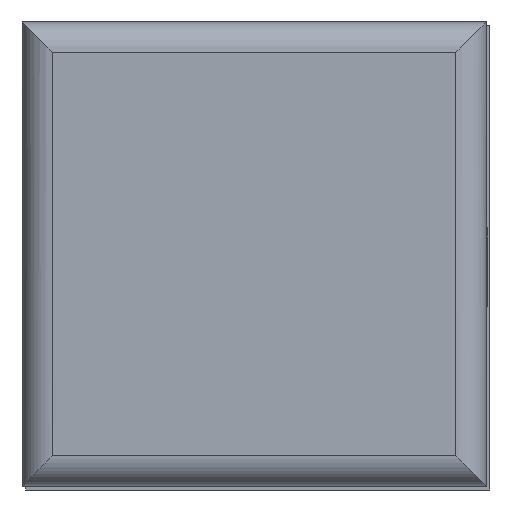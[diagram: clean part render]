
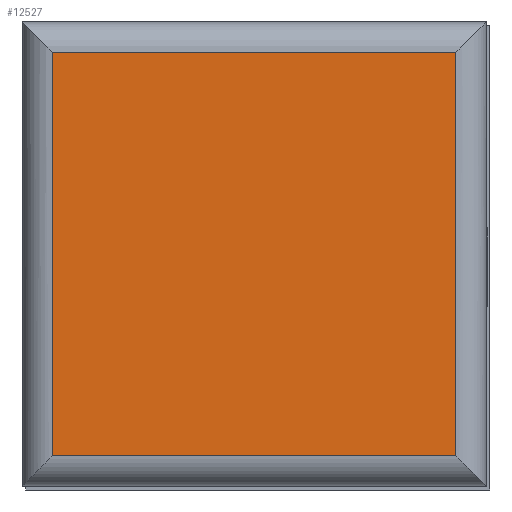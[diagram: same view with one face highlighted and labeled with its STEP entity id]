
A CAD part, front view. The second image highlights one B-rep face of the part: STEP entity #12527.
In plain terms, the highlighted planar face has unit normal (0, -1, 0).
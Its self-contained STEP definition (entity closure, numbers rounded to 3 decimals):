
#9239 = PLANE ( 'NONE',  #9269 ) ;
#9267 = FACE_OUTER_BOUND ( 'NONE', #12495, .T. ) ;
#9269 = AXIS2_PLACEMENT_3D ( 'NONE', #9286, #9285, #9284 ) ;
#9284 = DIRECTION ( 'NONE',  ( 0., 0., -1. ) ) ;
#9285 = DIRECTION ( 'NONE',  ( 0., -1., 0. ) ) ;
#9286 = CARTESIAN_POINT ( 'NONE',  ( 0., 0., -3.05 ) ) ;
#9299 = CARTESIAN_POINT ( 'NONE',  ( 2.85, 0., -2.85 ) ) ;
#9346 = DIRECTION ( 'NONE',  ( -1., 0., 0. ) ) ;
#9347 = CARTESIAN_POINT ( 'NONE',  ( 0., 0., -0.2 ) ) ;
#9359 = LINE ( 'NONE', #9371, #9370 ) ;
#9369 = DIRECTION ( 'NONE',  ( 0., 0., 1. ) ) ;
#9370 = VECTOR ( 'NONE', #9369, 1000. ) ;
#9371 = CARTESIAN_POINT ( 'NONE',  ( 2.85, 0., 0. ) ) ;
#9375 = VECTOR ( 'NONE', #9346, 1000. ) ;
#9387 = LINE ( 'NONE', #9347, #9375 ) ;
#9388 = CARTESIAN_POINT ( 'NONE',  ( 0.2, 0., -2.85 ) ) ;
#9467 = DIRECTION ( 'NONE',  ( 1., 0., 0. ) ) ;
#9468 = VECTOR ( 'NONE', #9467, 1000. ) ;
#9469 = CARTESIAN_POINT ( 'NONE',  ( 3.05, 0., -2.85 ) ) ;
#9470 = LINE ( 'NONE', #9469, #9468 ) ;
#9473 = CARTESIAN_POINT ( 'NONE',  ( 2.85, 0., -0.2 ) ) ;
#9520 = CARTESIAN_POINT ( 'NONE',  ( 0.2, 0., -0.2 ) ) ;
#9524 = VECTOR ( 'NONE', #9556, 1000. ) ;
#9556 = DIRECTION ( 'NONE',  ( 0., 0., -1. ) ) ;
#9560 = CARTESIAN_POINT ( 'NONE',  ( 0.2, 0., -3.05 ) ) ;
#9561 = LINE ( 'NONE', #9560, #9524 ) ;
#12486 = ORIENTED_EDGE ( 'NONE', *, *, #12550, .T. ) ;
#12495 = EDGE_LOOP ( 'NONE', ( #12486, #12573, #12607, #12634 ) ) ;
#12527 = ADVANCED_FACE ( 'NONE', ( #9267 ), #9239, .T. ) ;
#12550 = EDGE_CURVE ( 'NONE', #12616, #12614, #9387, .T. ) ;
#12551 = VERTEX_POINT ( 'NONE', #9388 ) ;
#12555 = VERTEX_POINT ( 'NONE', #9299 ) ;
#12558 = EDGE_CURVE ( 'NONE', #12555, #12616, #9359, .T. ) ;
#12573 = ORIENTED_EDGE ( 'NONE', *, *, #12630, .T. ) ;
#12602 = EDGE_CURVE ( 'NONE', #12551, #12555, #9470, .T. ) ;
#12607 = ORIENTED_EDGE ( 'NONE', *, *, #12602, .T. ) ;
#12614 = VERTEX_POINT ( 'NONE', #9520 ) ;
#12616 = VERTEX_POINT ( 'NONE', #9473 ) ;
#12630 = EDGE_CURVE ( 'NONE', #12614, #12551, #9561, .T. ) ;
#12634 = ORIENTED_EDGE ( 'NONE', *, *, #12558, .T. ) ;
